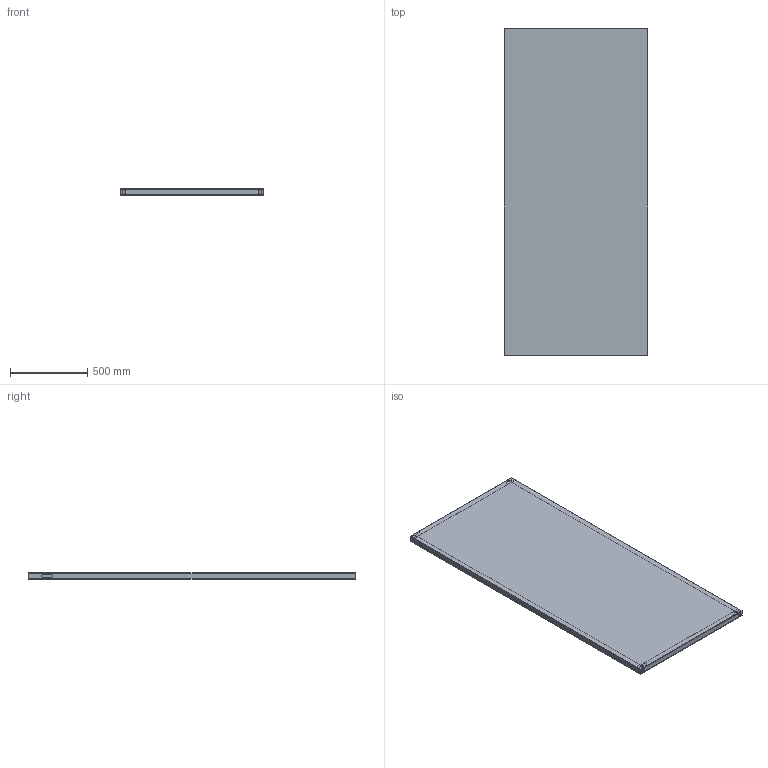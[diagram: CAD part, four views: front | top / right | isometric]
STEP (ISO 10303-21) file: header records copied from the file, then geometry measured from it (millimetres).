
FILE_DESCRIPTION(/* description */ (''),/* implementation_level */ '2;1');
FILE_NAME(/* name */ 'Assembly Framed Panel TACTON.stp',/* time_stamp */ '2023-06-26T09:57:05+02:00',/* author */ ('Eribel'),/* organization */ (''),/* preprocessor_version */ 'ST-DEVELOPER v19',/* originating_system */ 'Autodesk Inventor 2023',/* authorisation */ '');
FILE_SCHEMA (('AUTOMOTIVE_DESIGN { 1 0 10303 214 3 1 1 }'));
Length unit declared in the file: millimetre
Products named in the file (20): Assembly Framed Panel TACTON; Framed Panel Filling; Outer Filling Plate1; Framed Panel Outer Single Frame; Framed Panel Outer Beam Upper; Framed Panel Outer Beam Lower; Framed Panel Outer Beam Left; Framed Panel Outer Beam Right; Framed Panel CoverLayer Front; Framed Panel CoverLayer Back; Framed Panel TopLayer Front; Framed Panel TopLayer Back; Seal1Left_Placeholder; Seal2Left_Placeholder; Seal1LeftOval_Placeholder; Seal2LeftOval_Placeholder; Seal1Right_Placeholder; Seal2Right_Placeholder; Seal1RightOval_Placeholder; Seal2RightOval_Placeholder
Assembly tree (19 placements, depth 3):
  Assembly Framed Panel TACTON
    Framed Panel Filling
      Outer Filling Plate1
    Framed Panel Outer Single Frame
      Framed Panel Outer Beam Upper
      Framed Panel Outer Beam Lower
      Framed Panel Outer Beam Left
      Framed Panel Outer Beam Right
    Framed Panel CoverLayer Front
    Framed Panel CoverLayer Back
    Framed Panel TopLayer Front
    Framed Panel TopLayer Back
    Seal1Left_Placeholder
    Seal2Left_Placeholder
    Seal1LeftOval_Placeholder
    Seal2LeftOval_Placeholder
    Seal1Right_Placeholder
    Seal2Right_Placeholder
    Seal1RightOval_Placeholder
    Seal2RightOval_Placeholder
Bounding box: 930 x 2115 x 40 mm (x, y, z)
Volume: 78375665.8 mm3; surface area: 20312448.7 mm2
Topology: 33 solids, 33 shells, 619 faces, 1464 edges, 912 vertices
Faces by surface type: plane 281, cylinder 146, cone 96, torus 96
Entity records: 19043 total; most frequent: CARTESIAN_POINT 3803, DIRECTION 3242, ORIENTED_EDGE 2928, EDGE_CURVE 1464, AXIS2_PLACEMENT_3D 1239, VERTEX_POINT 912, LINE 764, VECTOR 764
